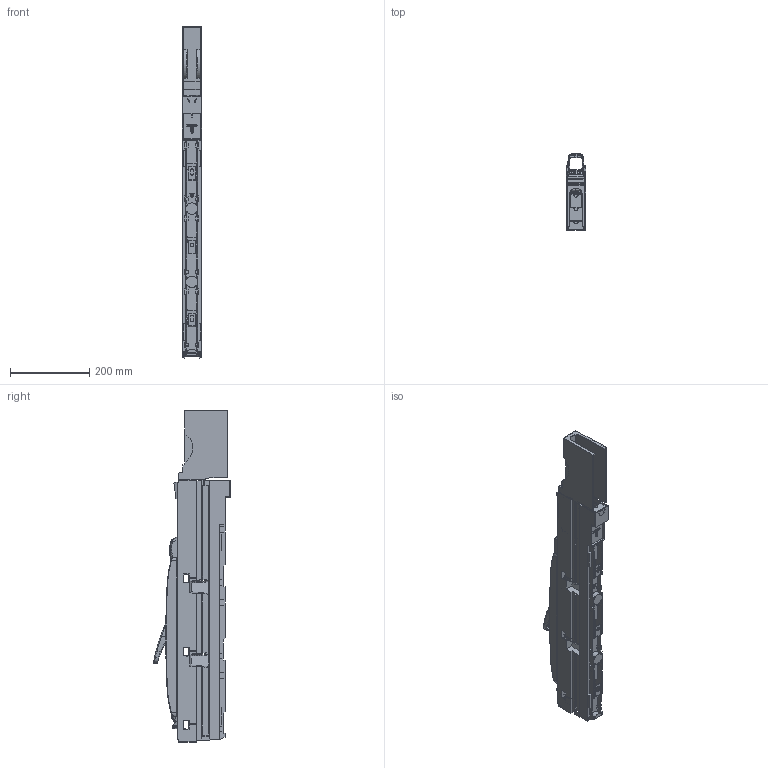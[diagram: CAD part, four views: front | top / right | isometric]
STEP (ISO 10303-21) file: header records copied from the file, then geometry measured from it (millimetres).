
FILE_DESCRIPTION(/* description */ (''),/* implementation_level */ '2;1');
FILE_NAME(/* name */ 'model1.stp',/* time_stamp */ '2014-03-11T14:30:41+01:00',/* author */ (''),/* organization */ (''),/* preprocessor_version */ 'ST-DEVELOPER v14',/* originating_system */ 'SIEMENS PLM Software NX 8.0',/* authorisation */ '');
FILE_SCHEMA (('AUTOMOTIVE_DESIGN { 1 0 10303 214 3 1 1 1 }'));
Bounding box: 49.08 x 193.9 x 839.01 mm (x, y, z)
Surface area: 545228.3 mm2 (no closed solid volume)
Topology: 0 solids, 38 shells, 1249 faces, 6836 edges, 5426 vertices
Faces by surface type: plane 822, bspline 164, cylinder 136, extrusion 45, cone 39, torus 37, sphere 6
Full cylindrical faces by diameter (mm): 8.5 x1, 9 x3
Entity records: 76324 total; most frequent: CRTPNT 26717, ORNEDG 9861, DRCTN 8518, EDGCRV 6818, VRTPNT 5434, VECTOR 4556, LINE 4511, A2PL3D 1981
